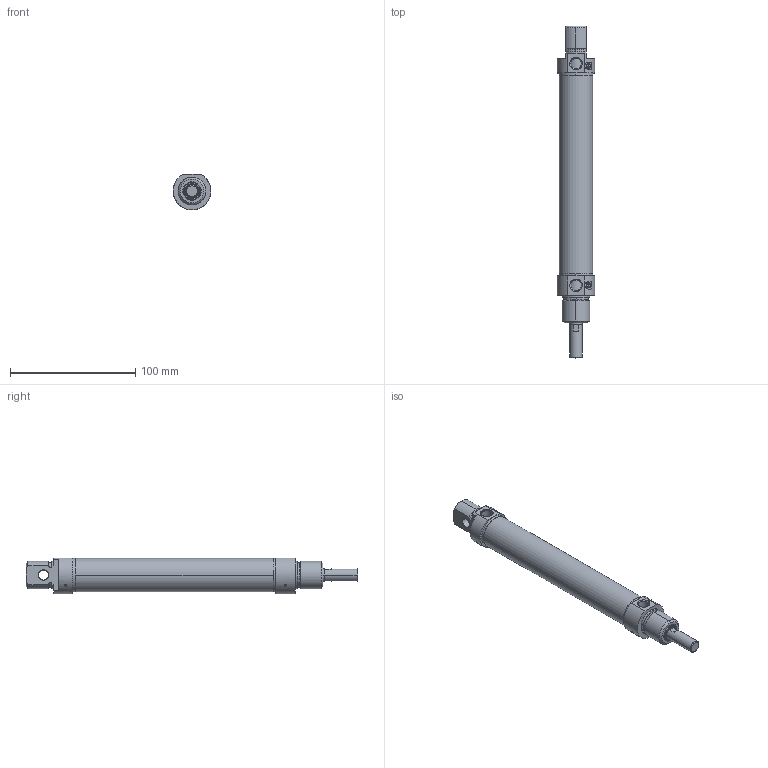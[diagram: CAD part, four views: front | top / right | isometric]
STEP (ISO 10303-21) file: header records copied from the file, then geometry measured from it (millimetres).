
FILE_DESCRIPTION (( 'STEP AP214' ), '1' );
FILE_NAME ('ODW25.125.STEP', '2019-10-09T09:49:23', ( '' ), ( '' ), 'SwSTEP 2.0', 'SolidWorks 2019', '' );
FILE_SCHEMA (( 'AUTOMOTIVE_DESIGN' ));
Length unit declared in the file: millimetre
Products named in the file (6): STELO-125.stp; ODM025.125.GS.MW.stp; ODW25.125; TA.stp; TP.stp; CORPO-125.stp
Assembly tree (5 placements, depth 3):
  ODW25.125
    ODM025.125.GS.MW.stp
      CORPO-125.stp
      STELO-125.stp
      TA.stp
      TP.stp
Bounding box: 30 x 265 x 28.5 mm (x, y, z)
Volume: 25687.2 mm3; surface area: 45657.9 mm2
Topology: 2 solids, 20 shells, 329 faces, 784 edges, 498 vertices
Faces by surface type: cylinder 111, cone 88, plane 71, torus 37, bspline 18, sphere 4
Entity records: 15749 total; most frequent: CARTESIAN_POINT 8340, ORIENTED_EDGE 1492, DIRECTION 987, EDGE_CURVE 770, VERTEX_POINT 492, B_SPLINE_CURVE_WITH_KNOTS 456, AXIS2_PLACEMENT_3D 404, EDGE_LOOP 372
